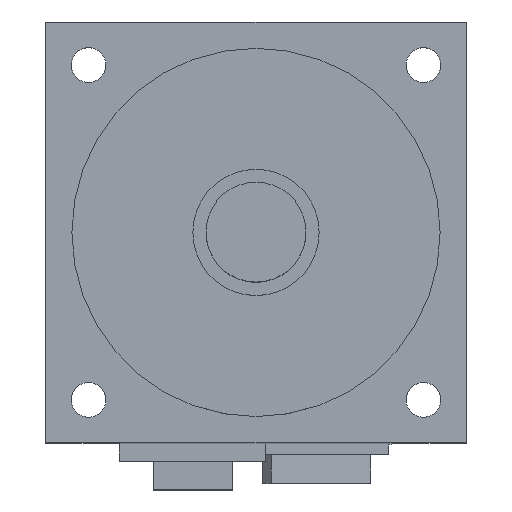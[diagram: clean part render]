
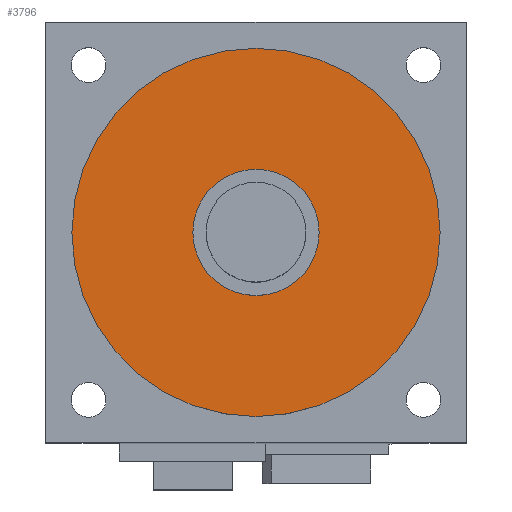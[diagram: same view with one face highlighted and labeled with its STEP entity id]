
A CAD part, top view. The second image highlights one B-rep face of the part: STEP entity #3796.
In plain terms, the highlighted planar face has unit normal (0, 0, 1).
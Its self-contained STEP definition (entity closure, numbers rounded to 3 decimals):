
#1179=CARTESIAN_POINT('',(0.,0.,3.));
#1180=DIRECTION('',(0.,0.,-1.));
#1181=DIRECTION('',(1.,0.,0.));
#1182=AXIS2_PLACEMENT_3D('',#1179,#1180,#1181);
#1184=CARTESIAN_POINT('',(0.,0.,3.));
#1185=DIRECTION('',(0.,0.,-1.));
#1186=DIRECTION('',(-1.,0.,0.));
#1187=AXIS2_PLACEMENT_3D('',#1184,#1185,#1186);
#1189=CARTESIAN_POINT('',(0.,0.,3.));
#1190=DIRECTION('',(0.,0.,1.));
#1191=DIRECTION('',(1.,0.,0.));
#1192=AXIS2_PLACEMENT_3D('',#1189,#1190,#1191);
#1194=CARTESIAN_POINT('',(0.,0.,3.));
#1195=DIRECTION('',(0.,0.,1.));
#1196=DIRECTION('',(-1.,0.,0.));
#1197=AXIS2_PLACEMENT_3D('',#1194,#1195,#1196);
#2141=CARTESIAN_POINT('',(35.,0.,3.));
#2142=VERTEX_POINT('',#2141);
#2143=CARTESIAN_POINT('',(-35.,0.,3.));
#2144=VERTEX_POINT('',#2143);
#2145=CARTESIAN_POINT('',(12.,0.,3.));
#2146=CARTESIAN_POINT('',(-12.,0.,3.));
#2147=VERTEX_POINT('',#2145);
#2148=VERTEX_POINT('',#2146);
#3781=CARTESIAN_POINT('',(0.,0.,3.));
#3782=DIRECTION('',(0.,0.,1.));
#3783=DIRECTION('',(-1.,0.,0.));
#3784=AXIS2_PLACEMENT_3D('',#3781,#3782,#3783);
#3785=PLANE('',#3784);
#3786=ORIENTED_EDGE('',*,*,#3761,.T.);
#3787=ORIENTED_EDGE('',*,*,#3775,.T.);
#3788=EDGE_LOOP('',(#3786,#3787));
#3789=FACE_OUTER_BOUND('',#3788,.F.);
#3791=ORIENTED_EDGE('',*,*,#3790,.T.);
#3793=ORIENTED_EDGE('',*,*,#3792,.T.);
#3794=EDGE_LOOP('',(#3791,#3793));
#3795=FACE_BOUND('',#3794,.F.);
#3796=ADVANCED_FACE('',(#3789,#3795),#3785,.T.);
#1183=CIRCLE('',#1182,35.);
#1188=CIRCLE('',#1187,35.);
#1193=CIRCLE('',#1192,12.);
#1198=CIRCLE('',#1197,12.);
#3761=EDGE_CURVE('',#2142,#2144,#1183,.T.);
#3775=EDGE_CURVE('',#2144,#2142,#1188,.T.);
#3790=EDGE_CURVE('',#2147,#2148,#1193,.T.);
#3792=EDGE_CURVE('',#2148,#2147,#1198,.T.);
